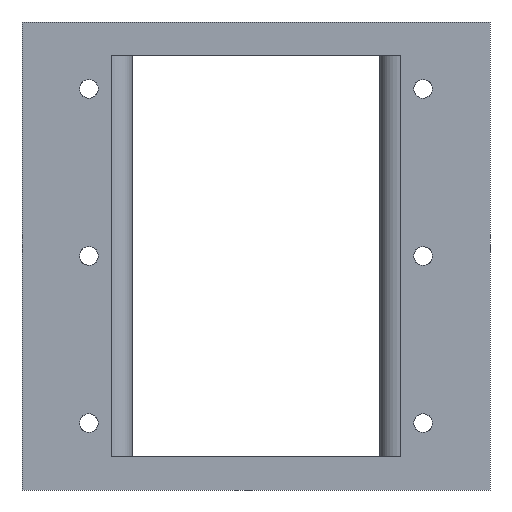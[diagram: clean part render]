
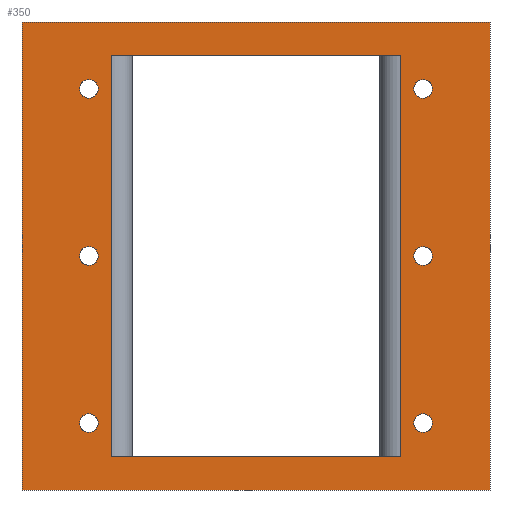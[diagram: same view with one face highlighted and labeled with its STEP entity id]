
A CAD part, front view. The second image highlights one B-rep face of the part: STEP entity #350.
In plain terms, the highlighted planar face has unit normal (0, -1, 0).
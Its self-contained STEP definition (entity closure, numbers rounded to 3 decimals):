
#21=FACE_BOUND('',#63,.T.);
#22=FACE_BOUND('',#64,.T.);
#23=FACE_BOUND('',#65,.T.);
#24=FACE_BOUND('',#66,.T.);
#25=FACE_BOUND('',#67,.T.);
#26=FACE_BOUND('',#68,.T.);
#27=FACE_BOUND('',#69,.T.);
#35=PLANE('',#372);
#44=FACE_OUTER_BOUND('',#62,.T.);
#62=EDGE_LOOP('',(#247,#248,#249,#250));
#63=EDGE_LOOP('',(#251,#252,#253,#254));
#64=EDGE_LOOP('',(#255));
#65=EDGE_LOOP('',(#256));
#66=EDGE_LOOP('',(#257));
#67=EDGE_LOOP('',(#258));
#68=EDGE_LOOP('',(#259));
#69=EDGE_LOOP('',(#260));
#93=LINE('',#501,#121);
#95=LINE('',#508,#123);
#96=LINE('',#510,#124);
#97=LINE('',#512,#125);
#98=LINE('',#513,#126);
#99=LINE('',#515,#127);
#100=LINE('',#517,#128);
#101=LINE('',#518,#129);
#121=VECTOR('',#407,10.);
#123=VECTOR('',#413,10.);
#124=VECTOR('',#414,10.);
#125=VECTOR('',#415,10.);
#126=VECTOR('',#416,10.);
#127=VECTOR('',#417,10.);
#128=VECTOR('',#418,10.);
#129=VECTOR('',#419,10.);
#151=CIRCLE('',#373,1.4);
#152=CIRCLE('',#374,1.4);
#153=CIRCLE('',#375,1.4);
#154=CIRCLE('',#376,1.4);
#155=CIRCLE('',#377,1.4);
#156=CIRCLE('',#378,1.4);
#164=VERTEX_POINT('',#498);
#165=VERTEX_POINT('',#500);
#167=VERTEX_POINT('',#506);
#168=VERTEX_POINT('',#507);
#169=VERTEX_POINT('',#509);
#170=VERTEX_POINT('',#511);
#171=VERTEX_POINT('',#514);
#172=VERTEX_POINT('',#516);
#173=VERTEX_POINT('',#519);
#174=VERTEX_POINT('',#521);
#175=VERTEX_POINT('',#523);
#176=VERTEX_POINT('',#525);
#177=VERTEX_POINT('',#527);
#178=VERTEX_POINT('',#529);
#196=EDGE_CURVE('',#164,#165,#93,.T.);
#199=EDGE_CURVE('',#167,#168,#95,.T.);
#200=EDGE_CURVE('',#169,#167,#96,.T.);
#201=EDGE_CURVE('',#170,#169,#97,.T.);
#202=EDGE_CURVE('',#168,#170,#98,.T.);
#203=EDGE_CURVE('',#165,#171,#99,.T.);
#204=EDGE_CURVE('',#172,#164,#100,.T.);
#205=EDGE_CURVE('',#171,#172,#101,.T.);
#206=EDGE_CURVE('',#173,#173,#151,.F.);
#207=EDGE_CURVE('',#174,#174,#152,.F.);
#208=EDGE_CURVE('',#175,#175,#153,.F.);
#209=EDGE_CURVE('',#176,#176,#154,.F.);
#210=EDGE_CURVE('',#177,#177,#155,.F.);
#211=EDGE_CURVE('',#178,#178,#156,.F.);
#247=ORIENTED_EDGE('',*,*,#199,.F.);
#248=ORIENTED_EDGE('',*,*,#200,.F.);
#249=ORIENTED_EDGE('',*,*,#201,.F.);
#250=ORIENTED_EDGE('',*,*,#202,.F.);
#251=ORIENTED_EDGE('',*,*,#203,.F.);
#252=ORIENTED_EDGE('',*,*,#196,.F.);
#253=ORIENTED_EDGE('',*,*,#204,.F.);
#254=ORIENTED_EDGE('',*,*,#205,.F.);
#255=ORIENTED_EDGE('',*,*,#206,.F.);
#256=ORIENTED_EDGE('',*,*,#207,.F.);
#257=ORIENTED_EDGE('',*,*,#208,.F.);
#258=ORIENTED_EDGE('',*,*,#209,.F.);
#259=ORIENTED_EDGE('',*,*,#210,.F.);
#260=ORIENTED_EDGE('',*,*,#211,.F.);
#350=ADVANCED_FACE('',(#44,#21,#22,#23,#24,#25,#26,#27),#35,.F.);
#372=AXIS2_PLACEMENT_3D('',#505,#411,#412);
#373=AXIS2_PLACEMENT_3D('',#520,#420,#421);
#374=AXIS2_PLACEMENT_3D('',#522,#422,#423);
#375=AXIS2_PLACEMENT_3D('',#524,#424,#425);
#376=AXIS2_PLACEMENT_3D('',#526,#426,#427);
#377=AXIS2_PLACEMENT_3D('',#528,#428,#429);
#378=AXIS2_PLACEMENT_3D('',#530,#430,#431);
#407=DIRECTION('',(0.,0.,-1.));
#411=DIRECTION('center_axis',(0.,1.,0.));
#412=DIRECTION('ref_axis',(-1.,0.,0.));
#413=DIRECTION('',(-1.,0.,0.));
#414=DIRECTION('',(0.,0.,-1.));
#415=DIRECTION('',(1.,0.,0.));
#416=DIRECTION('',(0.,0.,1.));
#417=DIRECTION('',(1.,0.,0.));
#418=DIRECTION('',(-1.,0.,0.));
#419=DIRECTION('',(0.,0.,1.));
#420=DIRECTION('center_axis',(0.,1.,0.));
#421=DIRECTION('ref_axis',(-1.,0.,0.));
#422=DIRECTION('center_axis',(0.,1.,0.));
#423=DIRECTION('ref_axis',(-1.,0.,0.));
#424=DIRECTION('center_axis',(0.,1.,0.));
#425=DIRECTION('ref_axis',(-1.,0.,0.));
#426=DIRECTION('center_axis',(0.,1.,0.));
#427=DIRECTION('ref_axis',(-1.,0.,0.));
#428=DIRECTION('center_axis',(0.,1.,0.));
#429=DIRECTION('ref_axis',(-1.,0.,0.));
#430=DIRECTION('center_axis',(0.,1.,0.));
#431=DIRECTION('ref_axis',(-1.,0.,0.));
#498=CARTESIAN_POINT('',(40.459,6.,-77.5));
#500=CARTESIAN_POINT('',(40.459,6.,-137.5));
#501=CARTESIAN_POINT('',(40.459,6.,-72.5));
#505=CARTESIAN_POINT('Origin',(62.,6.,-107.5));
#506=CARTESIAN_POINT('',(97.,6.,-142.5));
#507=CARTESIAN_POINT('',(27.,6.,-142.5));
#508=CARTESIAN_POINT('',(79.5,6.,-142.5));
#509=CARTESIAN_POINT('',(97.,6.,-72.5));
#510=CARTESIAN_POINT('',(97.,6.,-90.));
#511=CARTESIAN_POINT('',(27.,6.,-72.5));
#512=CARTESIAN_POINT('',(44.5,6.,-72.5));
#513=CARTESIAN_POINT('',(27.,6.,-125.));
#514=CARTESIAN_POINT('',(83.541,6.,-137.5));
#515=CARTESIAN_POINT('',(62.,6.,-137.5));
#516=CARTESIAN_POINT('',(83.541,6.,-77.5));
#517=CARTESIAN_POINT('',(62.,6.,-77.5));
#518=CARTESIAN_POINT('',(83.541,6.,-72.5));
#519=CARTESIAN_POINT('',(88.4,6.,-107.5));
#520=CARTESIAN_POINT('Origin',(87.,6.,-107.5));
#521=CARTESIAN_POINT('',(88.4,6.,-82.5));
#522=CARTESIAN_POINT('Origin',(87.,6.,-82.5));
#523=CARTESIAN_POINT('',(38.4,6.,-82.5));
#524=CARTESIAN_POINT('Origin',(37.,6.,-82.5));
#525=CARTESIAN_POINT('',(38.4,6.,-107.5));
#526=CARTESIAN_POINT('Origin',(37.,6.,-107.5));
#527=CARTESIAN_POINT('',(88.4,6.,-132.5));
#528=CARTESIAN_POINT('Origin',(87.,6.,-132.5));
#529=CARTESIAN_POINT('',(38.4,6.,-132.5));
#530=CARTESIAN_POINT('Origin',(37.,6.,-132.5));
